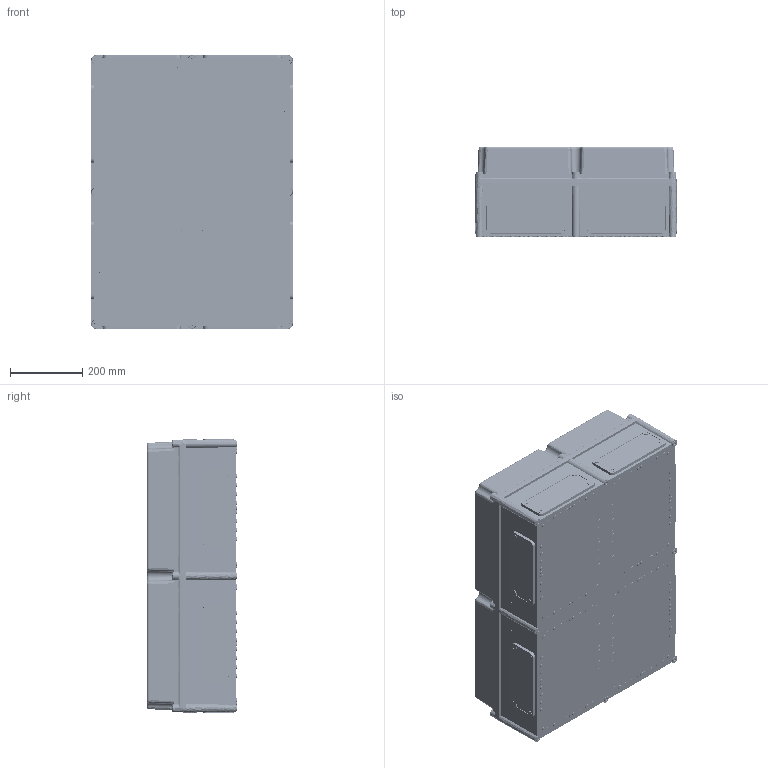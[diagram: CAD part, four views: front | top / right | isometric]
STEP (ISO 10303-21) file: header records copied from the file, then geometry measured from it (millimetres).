
FILE_DESCRIPTION (( 'STEP AP214' ), '1' );
FILE_NAME ('2538990_FIBOX_EKWH_250G.STEP', '2023-02-16T10:08:07', ( 'fiboxadmin' ), ( '' ), 'SwSTEP 2.0', 'SolidWorks 2021', '' );
FILE_SCHEMA (( 'AUTOMOTIVE_DESIGN' ));
Products named in the file (4): Fibox_EKWH_560x760x150_B; CS 10256 Cross head screw; 2538990_FIBOX_EKWH_250G; FIBOX_EKW100C
Assembly tree (10 placements, depth 2):
  2538990_FIBOX_EKWH_250G
    Fibox_EKWH_560x760x150_B
    FIBOX_EKW100C
    CS 10256 Cross head screw  x8
Bounding box: 559 x 250 x 757 mm (x, y, z)
Volume: 6806624.1 mm3; surface area: 3134359 mm2
Topology: 10 solids, 14 shells, 3912 faces, 12023 edges, 8538 vertices
Faces by surface type: plane 1740, bspline 1134, cylinder 886, cone 152
Entity records: 143032 total; most frequent: CARTESIAN_POINT 66256, ORIENTED_EDGE 19426, DIRECTION 11282, EDGE_CURVE 9713, VERTEX_POINT 7117, B_SPLINE_CURVE_WITH_KNOTS 4145, AXIS2_PLACEMENT_3D 4064, EDGE_LOOP 3546
